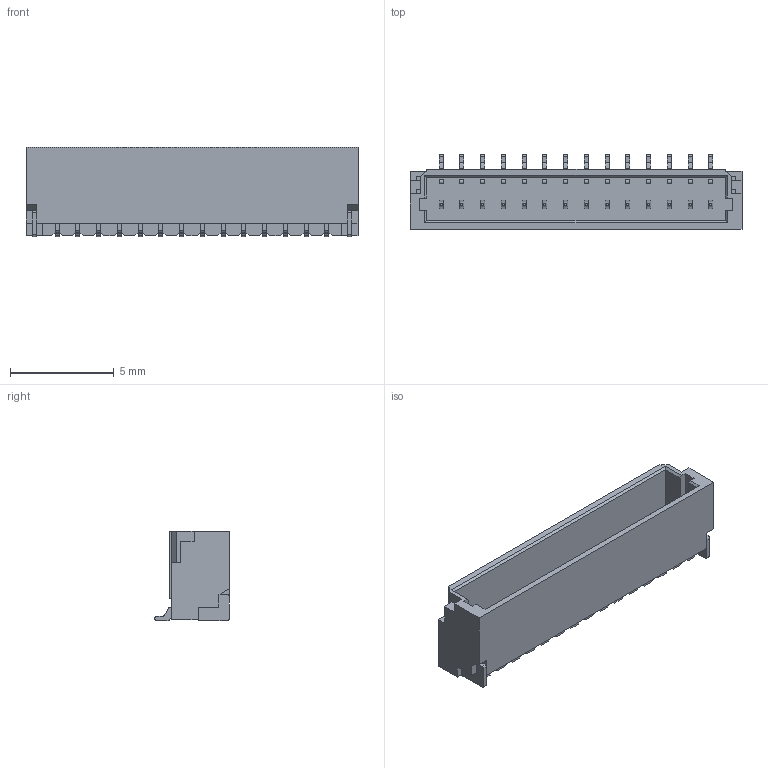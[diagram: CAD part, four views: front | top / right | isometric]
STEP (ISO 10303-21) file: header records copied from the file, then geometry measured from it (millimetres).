
FILE_DESCRIPTION(('STEP AP214'), '1');
FILE_NAME('BMxB-SRSS-TB', '', ('UNSPECIFIED'), ('UNSPECIFIED'), 'ASCON STEP Converter 1.6', 'ASCON Math Kernel', '');
FILE_SCHEMA(('AUTOMOTIVE_DESIGN { 1 0 10303 214 3 1 1}'));
Length unit declared in the file: millimetre
Bounding box: 16 x 3.6 x 4.3 mm (x, y, z)
Volume: 96.2 mm3; surface area: 510.6 mm2
Topology: 17 solids, 17 shells, 641 faces, 1896 edges, 1262 vertices
Faces by surface type: plane 537, cylinder 104
Entity records: 26526 total; most frequent: CARTESIAN_POINT 3800, ORIENTED_EDGE 3792, DIRECTION 3388, EDGE_CURVE 1896, LINE 1688, VECTOR 1688, VERTEX_POINT 1262, AXIS2_PLACEMENT_3D 850
